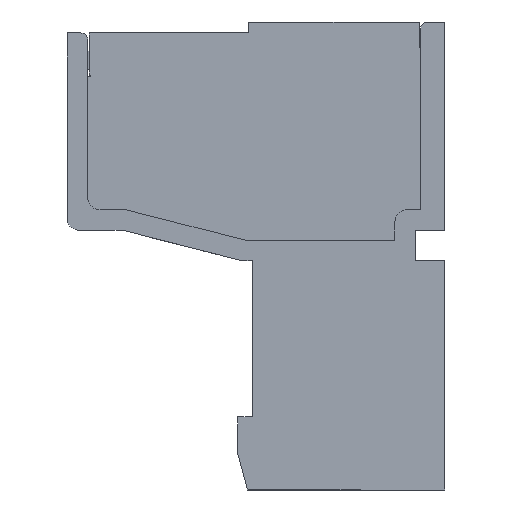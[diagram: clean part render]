
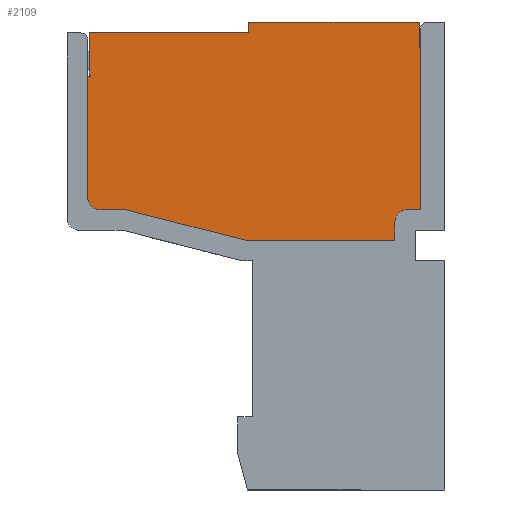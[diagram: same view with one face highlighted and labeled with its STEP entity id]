
A CAD part, left-side view. The second image highlights one B-rep face of the part: STEP entity #2109.
In plain terms, the highlighted planar face has unit normal (-1, 0, 0).
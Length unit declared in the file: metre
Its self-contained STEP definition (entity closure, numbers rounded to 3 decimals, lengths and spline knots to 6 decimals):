
#2109=ADVANCED_FACE('',(#4473),#4474,.F.);
#4473=FACE_OUTER_BOUND('',#7141,.T.);
#4474=PLANE('',#7142);
#7141=EDGE_LOOP('',(#13105,#13106,#13107,#13108,#13109,#13110,#13111,#13112,#13113,#13114,#13115,#13116,#13117,#13118,#13119,#13120,#13121));
#7142=AXIS2_PLACEMENT_3D('',#13122,#13123,#13124);
#13105=ORIENTED_EDGE('',*,*,#17664,.F.);
#13106=ORIENTED_EDGE('',*,*,#17741,.F.);
#13107=ORIENTED_EDGE('',*,*,#17744,.T.);
#13108=ORIENTED_EDGE('',*,*,#17728,.F.);
#13109=ORIENTED_EDGE('',*,*,#17745,.F.);
#13110=ORIENTED_EDGE('',*,*,#17681,.T.);
#13111=ORIENTED_EDGE('',*,*,#17746,.F.);
#13112=ORIENTED_EDGE('',*,*,#17747,.F.);
#13113=ORIENTED_EDGE('',*,*,#17748,.T.);
#13114=ORIENTED_EDGE('',*,*,#17749,.F.);
#13115=ORIENTED_EDGE('',*,*,#17750,.T.);
#13116=ORIENTED_EDGE('',*,*,#17751,.T.);
#13117=ORIENTED_EDGE('',*,*,#17752,.T.);
#13118=ORIENTED_EDGE('',*,*,#17753,.F.);
#13119=ORIENTED_EDGE('',*,*,#17732,.F.);
#13120=ORIENTED_EDGE('',*,*,#17739,.F.);
#13121=ORIENTED_EDGE('',*,*,#17693,.F.);
#13122=CARTESIAN_POINT('',(0.060188,0.118654,0.228129));
#13123=DIRECTION('',(1.0,0.0,0.));
#13124=DIRECTION('',(0.0,1.0,0.0));
#17664=EDGE_CURVE('',#21719,#21721,#21722,.T.);
#17681=EDGE_CURVE('',#21744,#21742,#21745,.T.);
#17693=EDGE_CURVE('',#21721,#21761,#21762,.T.);
#17728=EDGE_CURVE('',#21823,#21825,#21826,.T.);
#17732=EDGE_CURVE('',#21829,#21831,#21832,.T.);
#17739=EDGE_CURVE('',#21761,#21829,#21841,.T.);
#17741=EDGE_CURVE('',#21843,#21719,#21844,.T.);
#17744=EDGE_CURVE('',#21843,#21825,#21847,.T.);
#17745=EDGE_CURVE('',#21744,#21823,#21848,.T.);
#17746=EDGE_CURVE('',#21849,#21742,#21850,.T.);
#17747=EDGE_CURVE('',#21851,#21849,#21852,.T.);
#17748=EDGE_CURVE('',#21851,#21853,#21854,.T.);
#17749=EDGE_CURVE('',#21855,#21853,#21856,.T.);
#17750=EDGE_CURVE('',#21855,#21857,#21858,.T.);
#17751=EDGE_CURVE('',#21857,#21859,#21860,.T.);
#17752=EDGE_CURVE('',#21859,#21861,#21862,.T.);
#17753=EDGE_CURVE('',#21831,#21861,#21863,.T.);
#21719=VERTEX_POINT('',#27569);
#21721=VERTEX_POINT('',#27572);
#21722=LINE('',#27573,#27574);
#21742=VERTEX_POINT('',#27604);
#21744=VERTEX_POINT('',#27607);
#21745=LINE('',#27608,#27609);
#21761=VERTEX_POINT('',#27632);
#21762=LINE('',#27633,#27634);
#21823=VERTEX_POINT('',#27718);
#21825=VERTEX_POINT('',#27721);
#21826=LINE('',#27722,#27723);
#21829=VERTEX_POINT('',#27727);
#21831=VERTEX_POINT('',#27730);
#21832=CIRCLE('',#27731,0.0005);
#21841=LINE('',#27744,#27745);
#21843=VERTEX_POINT('',#27747);
#21844=LINE('',#27748,#27749);
#21847=CIRCLE('',#27753,0.0005);
#21848=LINE('',#27754,#27755);
#21849=VERTEX_POINT('',#27756);
#21850=LINE('',#27757,#27758);
#21851=VERTEX_POINT('',#27759);
#21852=LINE('',#27760,#27761);
#21853=VERTEX_POINT('',#27762);
#21854=LINE('',#27763,#27764);
#21855=VERTEX_POINT('',#27765);
#21856=LINE('',#27766,#27767);
#21857=VERTEX_POINT('',#27768);
#21858=LINE('',#27769,#27770);
#21859=VERTEX_POINT('',#27771);
#21860=CIRCLE('',#27772,0.0003);
#21861=VERTEX_POINT('',#27773);
#21862=LINE('',#27774,#27775);
#21863=LINE('',#27776,#27777);
#27569=CARTESIAN_POINT('',(0.060188,0.107004,0.220379));
#27572=CARTESIAN_POINT('',(0.060188,0.113147,0.220379));
#27573=CARTESIAN_POINT('',(0.060188,0.120454,0.220379));
#27574=VECTOR('',#31098,1.0);
#27604=CARTESIAN_POINT('',(0.060188,0.106004,0.228279));
#27607=CARTESIAN_POINT('',(0.060188,0.105954,0.228279));
#27608=CARTESIAN_POINT('',(0.060188,0.119054,0.228279));
#27609=VECTOR('',#31110,1.0);
#27632=CARTESIAN_POINT('',(0.060188,0.118047,0.221629));
#27633=CARTESIAN_POINT('',(0.060188,0.122151,0.222676));
#27634=VECTOR('',#31118,1.0);
#27718=CARTESIAN_POINT('',(0.060188,0.105954,0.221629));
#27721=CARTESIAN_POINT('',(0.060188,0.106504,0.221629));
#27722=CARTESIAN_POINT('',(0.060188,0.120454,0.221629));
#27723=VECTOR('',#31164,1.0);
#27727=CARTESIAN_POINT('',(0.060188,0.119104,0.221629));
#27730=CARTESIAN_POINT('',(0.060188,0.119604,0.222129));
#27731=AXIS2_PLACEMENT_3D('',#31167,#31168,#31169);
#27744=CARTESIAN_POINT('',(0.060188,0.120454,0.221629));
#27745=VECTOR('',#31174,1.0);
#27747=CARTESIAN_POINT('',(0.060188,0.107004,0.221129));
#27748=CARTESIAN_POINT('',(0.060188,0.107004,0.229329));
#27749=VECTOR('',#31175,1.0);
#27753=AXIS2_PLACEMENT_3D('',#31177,#31178,#31179);
#27754=CARTESIAN_POINT('',(0.060188,0.105954,0.229329));
#27755=VECTOR('',#31180,1.0);
#27756=CARTESIAN_POINT('',(0.060188,0.106004,0.229329));
#27757=CARTESIAN_POINT('',(0.060188,0.106004,0.226329));
#27758=VECTOR('',#31181,1.0);
#27759=CARTESIAN_POINT('',(0.060188,0.113004,0.229329));
#27760=CARTESIAN_POINT('',(0.060188,0.105654,0.229329));
#27761=VECTOR('',#31182,1.0);
#27762=CARTESIAN_POINT('',(0.060188,0.113004,0.228879));
#27763=CARTESIAN_POINT('',(0.060188,0.113004,0.229329));
#27764=VECTOR('',#31183,1.0);
#27765=CARTESIAN_POINT('',(0.060188,0.119554,0.228879));
#27766=CARTESIAN_POINT('',(0.060188,0.112454,0.228879));
#27767=VECTOR('',#31184,1.0);
#27768=CARTESIAN_POINT('',(0.060188,0.119554,0.227279));
#27769=CARTESIAN_POINT('',(0.060188,0.119554,0.228129));
#27770=VECTOR('',#31185,1.0);
#27771=CARTESIAN_POINT('',(0.060188,0.119478,0.227079));
#27772=AXIS2_PLACEMENT_3D('',#31186,#31187,#31188);
#27773=CARTESIAN_POINT('',(0.060188,0.119604,0.227079));
#27774=CARTESIAN_POINT('',(0.060188,0.120454,0.227079));
#27775=VECTOR('',#31189,1.0);
#27776=CARTESIAN_POINT('',(0.060188,0.119604,0.229329));
#27777=VECTOR('',#31190,1.0);
#31098=DIRECTION('',(0.0,1.0,0.0));
#31110=DIRECTION('',(0.0,1.0,0.0));
#31118=DIRECTION('',(0.,0.969,0.247));
#31164=DIRECTION('',(0.0,1.0,0.0));
#31167=CARTESIAN_POINT('',(0.060188,0.119104,0.222129));
#31168=DIRECTION('',(1.0,0.0,0.));
#31169=DIRECTION('',(0.,0.0,-1.0));
#31174=DIRECTION('',(0.0,1.0,0.0));
#31175=DIRECTION('',(0.,0.0,-1.0));
#31177=CARTESIAN_POINT('',(0.060188,0.106504,0.221129));
#31178=DIRECTION('',(1.0,0.0,0.));
#31179=DIRECTION('',(0.,0.0,-1.0));
#31180=DIRECTION('',(0.,0.,-1.0));
#31181=DIRECTION('',(0.,0.0,-1.0));
#31182=DIRECTION('',(0.0,-1.0,-0.0));
#31183=DIRECTION('',(0.,0.0,-1.0));
#31184=DIRECTION('',(0.0,-1.0,-0.0));
#31185=DIRECTION('',(0.,0.0,-1.0));
#31186=CARTESIAN_POINT('',(0.060188,0.119254,0.227279));
#31187=DIRECTION('',(-1.0,-0.0,0.));
#31188=DIRECTION('',(0.,0.0,-1.0));
#31189=DIRECTION('',(0.0,1.0,0.0));
#31190=DIRECTION('',(0.,0.0,1.0));
